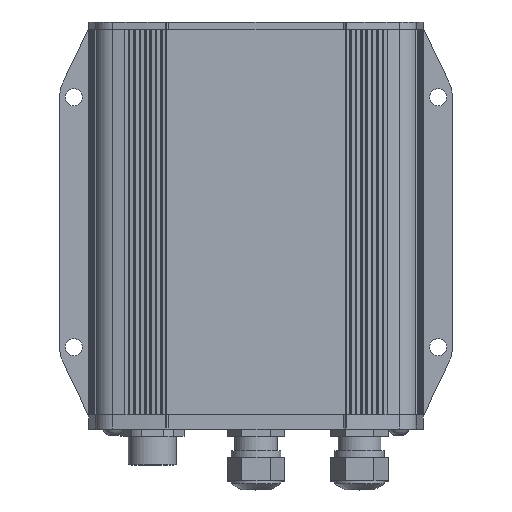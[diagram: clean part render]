
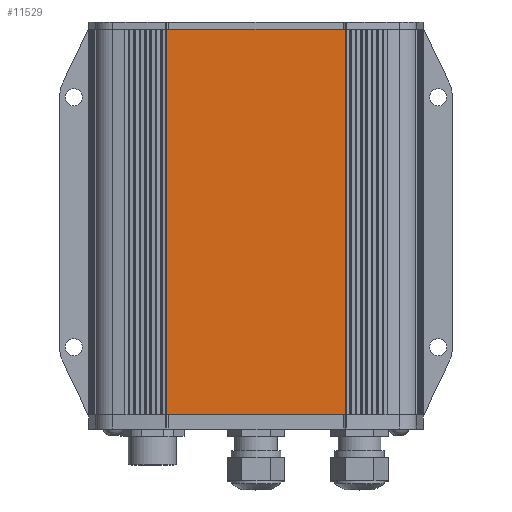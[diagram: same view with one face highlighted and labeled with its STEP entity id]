
A CAD part, top view. The second image highlights one B-rep face of the part: STEP entity #11529.
In plain terms, the highlighted planar face has unit normal (0, 0, 1).
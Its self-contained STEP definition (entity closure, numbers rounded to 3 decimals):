
#2057=CARTESIAN_POINT('',(-25.0,75.0,29.05));
#2058=VERTEX_POINT('',#2057);
#2065=CARTESIAN_POINT('',(25.0,75.0,29.05));
#2066=VERTEX_POINT('',#2065);
#2067=CARTESIAN_POINT('',(-25.0,75.0,29.05));
#2068=DIRECTION('',(1.0,0.0,0.0));
#2069=VECTOR('',#2068,50.0);
#2070=LINE('',#2067,#2069);
#2071=EDGE_CURVE('',#2058,#2066,#2070,.T.);
#5302=CARTESIAN_POINT('',(25.0,-33.,29.05));
#5303=VERTEX_POINT('',#5302);
#5310=CARTESIAN_POINT('',(-25.0,-33.,29.05));
#5311=VERTEX_POINT('',#5310);
#5312=CARTESIAN_POINT('',(25.0,-33.,29.05));
#5313=DIRECTION('',(-1.0,0.0,0.0));
#5314=VECTOR('',#5313,50.0);
#5315=LINE('',#5312,#5314);
#5316=EDGE_CURVE('',#5303,#5311,#5315,.T.);
#10137=CARTESIAN_POINT('',(-25.0,75.0,29.05));
#10138=DIRECTION('',(0.0,-1.0,0.0));
#10139=VECTOR('',#10138,108.);
#10140=LINE('',#10137,#10139);
#10141=EDGE_CURVE('',#2058,#5311,#10140,.T.);
#11513=CARTESIAN_POINT('',(25.0,75.0,29.05));
#11514=DIRECTION('',(0.0,0.0,-1.0));
#11515=DIRECTION('',(-1.0,0.0,0.0));
#11516=AXIS2_PLACEMENT_3D('',#11513,#11514,#11515);
#11517=PLANE('',#11516);
#11518=ORIENTED_EDGE('',*,*,#5316,.F.);
#11519=CARTESIAN_POINT('',(25.0,75.0,29.05));
#11520=DIRECTION('',(0.0,-1.0,0.0));
#11521=VECTOR('',#11520,108.);
#11522=LINE('',#11519,#11521);
#11523=EDGE_CURVE('',#2066,#5303,#11522,.T.);
#11524=ORIENTED_EDGE('',*,*,#11523,.F.);
#11525=ORIENTED_EDGE('',*,*,#2071,.F.);
#11526=ORIENTED_EDGE('',*,*,#10141,.T.);
#11527=EDGE_LOOP('',(#11518,#11524,#11525,#11526));
#11528=FACE_OUTER_BOUND('',#11527,.T.);
#11529=ADVANCED_FACE('',(#11528),#11517,.F.);
